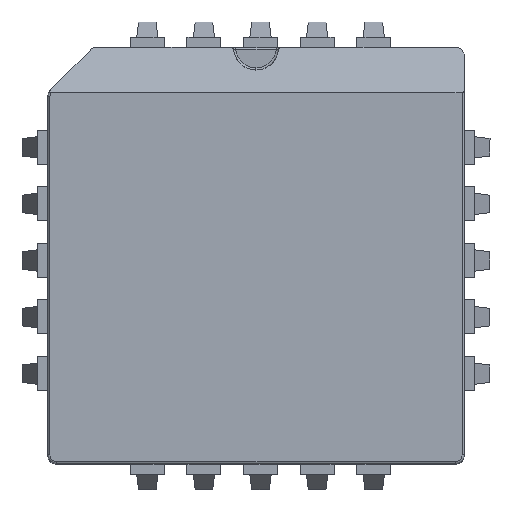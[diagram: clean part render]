
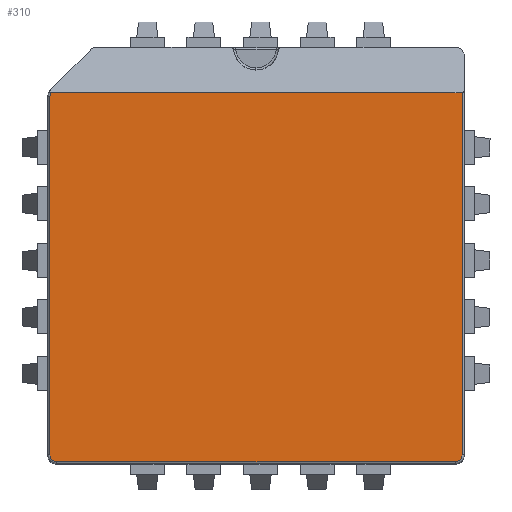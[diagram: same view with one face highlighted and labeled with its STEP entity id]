
A CAD part, top view. The second image highlights one B-rep face of the part: STEP entity #310.
In plain terms, the highlighted planar face has unit normal (0, 0, 1).
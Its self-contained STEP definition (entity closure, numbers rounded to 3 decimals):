
#1 = ORIENTED_EDGE ( 'NONE', *, *, #251, .T. ) ;
#2 = VERTEX_POINT ( 'NONE', #3227 ) ;
#251 = EDGE_CURVE ( 'NONE', #2, #337, #3226, .T. ) ;
#256 = EDGE_LOOP ( 'NONE', ( #257, #1, #338, #341, #344, #268, #271 ) ) ;
#257 = ORIENTED_EDGE ( 'NONE', *, *, #483, .T. ) ;
#258 = VERTEX_POINT ( 'NONE', #3220 ) ;
#268 = ORIENTED_EDGE ( 'NONE', *, *, #269, .T. ) ;
#269 = EDGE_CURVE ( 'NONE', #346, #270, #3150, .T. ) ;
#270 = VERTEX_POINT ( 'NONE', #3145 ) ;
#271 = ORIENTED_EDGE ( 'NONE', *, *, #272, .T. ) ;
#272 = EDGE_CURVE ( 'NONE', #270, #258, #3143, .T. ) ;
#310 = ADVANCED_FACE ( 'NONE', ( #3543 ), #3528, .T. ) ;
#337 = VERTEX_POINT ( 'NONE', #3569 ) ;
#338 = ORIENTED_EDGE ( 'NONE', *, *, #339, .T. ) ;
#339 = EDGE_CURVE ( 'NONE', #337, #340, #3568, .T. ) ;
#340 = VERTEX_POINT ( 'NONE', #3564 ) ;
#341 = ORIENTED_EDGE ( 'NONE', *, *, #342, .T. ) ;
#342 = EDGE_CURVE ( 'NONE', #340, #343, #3563, .T. ) ;
#343 = VERTEX_POINT ( 'NONE', #3558 ) ;
#344 = ORIENTED_EDGE ( 'NONE', *, *, #345, .T. ) ;
#345 = EDGE_CURVE ( 'NONE', #343, #346, #3557, .T. ) ;
#346 = VERTEX_POINT ( 'NONE', #3553 ) ;
#483 = EDGE_CURVE ( 'NONE', #258, #2, #6874, .T. ) ;
#3140 = DIRECTION ( 'NONE',  ( 0., 1., 0. ) ) ;
#3141 = VECTOR ( 'NONE', #3140, 1000. ) ;
#3142 = CARTESIAN_POINT ( 'NONE',  ( 4.55, 4.6, 4.57 ) ) ;
#3143 = LINE ( 'NONE', #3142, #3141 ) ;
#3145 = CARTESIAN_POINT ( 'NONE',  ( 4.55, -4.4, 4.57 ) ) ;
#3146 = DIRECTION ( 'NONE',  ( 0., -1., 0. ) ) ;
#3147 = DIRECTION ( 'NONE',  ( 0., 0., 1. ) ) ;
#3148 = CARTESIAN_POINT ( 'NONE',  ( 4.4, -4.4, 4.57 ) ) ;
#3149 = AXIS2_PLACEMENT_3D ( 'NONE', #3148, #3147, #3146 ) ;
#3150 = CIRCLE ( 'NONE', #3149, 0.15 ) ;
#3220 = CARTESIAN_POINT ( 'NONE',  ( 4.55, 3.6, 4.57 ) ) ;
#3222 = DIRECTION ( 'NONE',  ( 0., -1., 0. ) ) ;
#3223 = DIRECTION ( 'NONE',  ( 0., 0., 1. ) ) ;
#3224 = CARTESIAN_POINT ( 'NONE',  ( -4.4, 3.517, 4.57 ) ) ;
#3225 = AXIS2_PLACEMENT_3D ( 'NONE', #3224, #3223, #3222 ) ;
#3226 = CIRCLE ( 'NONE', #3225, 0.15 ) ;
#3227 = CARTESIAN_POINT ( 'NONE',  ( -4.525, 3.6, 4.57 ) ) ;
#3524 = DIRECTION ( 'NONE',  ( 0., 0., 1. ) ) ;
#3525 = CARTESIAN_POINT ( 'NONE',  ( -4.6, 4.6, 4.57 ) ) ;
#3526 = AXIS2_PLACEMENT_3D ( 'NONE', #3525, #3524, #3635 ) ;
#3528 = PLANE ( 'NONE',  #3526 ) ;
#3543 = FACE_OUTER_BOUND ( 'NONE', #256, .T. ) ;
#3553 = CARTESIAN_POINT ( 'NONE',  ( 4.4, -4.55, 4.57 ) ) ;
#3554 = DIRECTION ( 'NONE',  ( 1., 0., 0. ) ) ;
#3555 = VECTOR ( 'NONE', #3554, 1000. ) ;
#3556 = CARTESIAN_POINT ( 'NONE',  ( 4.4, -4.55, 4.57 ) ) ;
#3557 = LINE ( 'NONE', #3556, #3555 ) ;
#3558 = CARTESIAN_POINT ( 'NONE',  ( -4.4, -4.55, 4.57 ) ) ;
#3559 = DIRECTION ( 'NONE',  ( 0., -1., 0. ) ) ;
#3560 = DIRECTION ( 'NONE',  ( 0., 0., 1. ) ) ;
#3561 = CARTESIAN_POINT ( 'NONE',  ( -4.4, -4.4, 4.57 ) ) ;
#3562 = AXIS2_PLACEMENT_3D ( 'NONE', #3561, #3560, #3559 ) ;
#3563 = CIRCLE ( 'NONE', #3562, 0.15 ) ;
#3564 = CARTESIAN_POINT ( 'NONE',  ( -4.55, -4.4, 4.57 ) ) ;
#3565 = DIRECTION ( 'NONE',  ( 0., -1., 0. ) ) ;
#3566 = VECTOR ( 'NONE', #3565, 1000. ) ;
#3567 = CARTESIAN_POINT ( 'NONE',  ( -4.55, 4.6, 4.57 ) ) ;
#3568 = LINE ( 'NONE', #3567, #3566 ) ;
#3569 = CARTESIAN_POINT ( 'NONE',  ( -4.55, 3.517, 4.57 ) ) ;
#3635 = DIRECTION ( 'NONE',  ( 0., -1., 0. ) ) ;
#6871 = DIRECTION ( 'NONE',  ( -1., 0., 0. ) ) ;
#6872 = VECTOR ( 'NONE', #6871, 1000. ) ;
#6873 = CARTESIAN_POINT ( 'NONE',  ( -4.6, 3.6, 4.57 ) ) ;
#6874 = LINE ( 'NONE', #6873, #6872 ) ;
